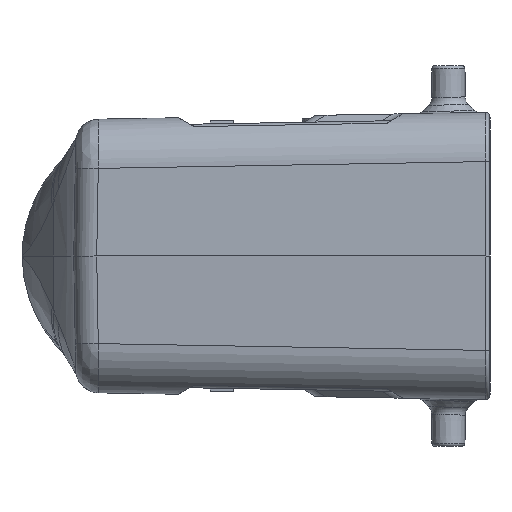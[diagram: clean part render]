
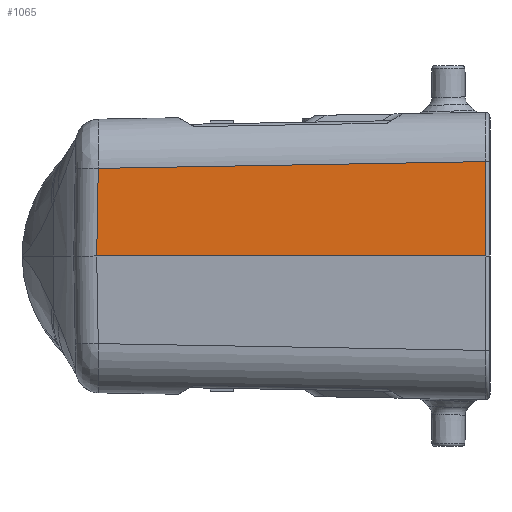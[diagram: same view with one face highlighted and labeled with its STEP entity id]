
A CAD part, left-side view. The second image highlights one B-rep face of the part: STEP entity #1065.
In plain terms, the highlighted planar face has unit normal (-1, 0.018, 0.017).
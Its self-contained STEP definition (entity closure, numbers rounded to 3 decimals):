
#681=FACE_OUTER_BOUND('',#2026,.T.);
#1065=ADVANCED_FACE('',(#681),#1334,.T.);
#1334=PLANE('',#7504);
#2026=EDGE_LOOP('',(#4750,#4751,#4752,#4753));
#2643=LINE('',#12125,#3247);
#2645=LINE('',#12128,#3249);
#2646=LINE('',#12130,#3250);
#2647=LINE('',#12132,#3251);
#3247=VECTOR('',#9054,1.);
#3249=VECTOR('',#9058,1.);
#3250=VECTOR('',#9059,1.);
#3251=VECTOR('',#9060,1.);
#4750=ORIENTED_EDGE('',*,*,#6652,.F.);
#4751=ORIENTED_EDGE('',*,*,#6650,.F.);
#4752=ORIENTED_EDGE('',*,*,#6653,.T.);
#4753=ORIENTED_EDGE('',*,*,#6654,.T.);
#5776=VERTEX_POINT('',#12100);
#5778=VERTEX_POINT('',#12123);
#5780=VERTEX_POINT('',#12129);
#5781=VERTEX_POINT('',#12131);
#6650=EDGE_CURVE('',#5778,#5776,#2643,.T.);
#6652=EDGE_CURVE('',#5776,#5780,#2645,.T.);
#6653=EDGE_CURVE('',#5778,#5781,#2646,.T.);
#6654=EDGE_CURVE('',#5781,#5780,#2647,.T.);
#7504=AXIS2_PLACEMENT_3D('',#12133,#9061,#9062);
#9054=DIRECTION('',(0.017,-0.017,1.));
#9058=DIRECTION('',(-0.017,-1.,0.017));
#9059=DIRECTION('',(-0.017,-1.,0.));
#9060=DIRECTION('',(0.017,0.,1.));
#9061=DIRECTION('',(-1.,0.017,0.017));
#9062=DIRECTION('',(0.017,1.,0.));
#12100=CARTESIAN_POINT('',(-58.753,128.333,13.114));
#12123=CARTESIAN_POINT('',(-58.978,128.562,0.));
#12125=CARTESIAN_POINT('',(-58.543,128.119,25.331));
#12128=CARTESIAN_POINT('',(-59.757,69.801,14.135));
#12129=CARTESIAN_POINT('',(-59.748,70.309,14.127));
#12130=CARTESIAN_POINT('',(-58.978,128.562,0.));
#12131=CARTESIAN_POINT('',(-59.995,70.309,0.));
#12132=CARTESIAN_POINT('',(-59.57,70.309,24.334));
#12133=CARTESIAN_POINT('',(-59.575,70.,24.335));
